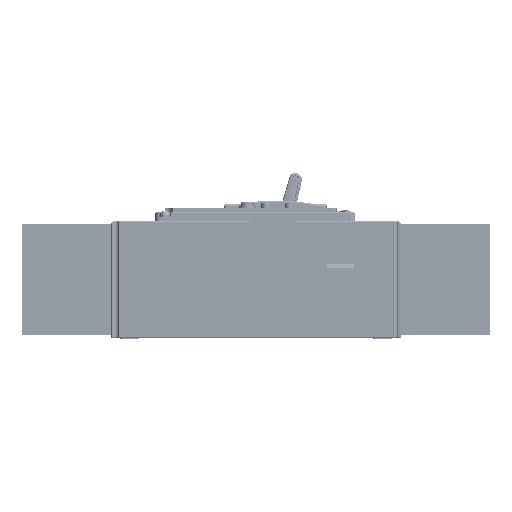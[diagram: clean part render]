
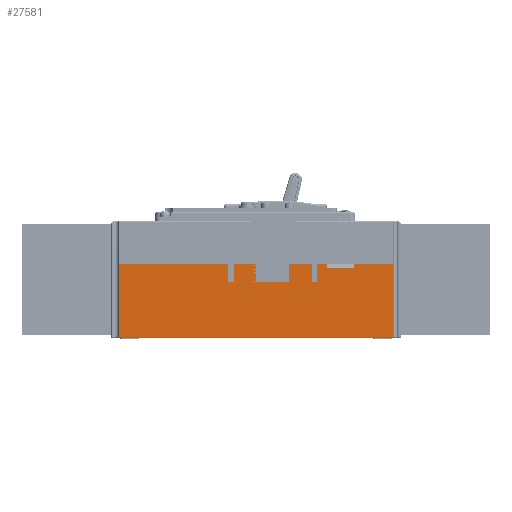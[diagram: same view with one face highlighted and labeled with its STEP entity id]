
A CAD part, left-side view. The second image highlights one B-rep face of the part: STEP entity #27581.
In plain terms, the highlighted planar face has unit normal (-1, 0, 0).
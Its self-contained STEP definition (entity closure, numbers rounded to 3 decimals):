
#1002=DIRECTION('',(0.,1.,0.));
#1003=VECTOR('',#1002,20.564);
#1004=CARTESIAN_POINT('',(-39.,121.936,40.));
#1005=LINE('',#1004,#1003);
#1010=DIRECTION('',(0.,1.,0.));
#1011=VECTOR('',#1010,5.);
#1012=CARTESIAN_POINT('',(-39.,157.5,40.));
#1013=LINE('',#1012,#1011);
#1026=DIRECTION('',(0.,1.,0.));
#1027=VECTOR('',#1026,12.);
#1028=CARTESIAN_POINT('',(-39.,165.5,40.));
#1029=LINE('',#1028,#1027);
#1042=DIRECTION('',(0.,1.,0.));
#1043=VECTOR('',#1042,12.);
#1044=CARTESIAN_POINT('',(-39.,195.5,40.));
#1045=LINE('',#1044,#1043);
#1058=DIRECTION('',(0.,1.,0.));
#1059=VECTOR('',#1058,58.564);
#1060=CARTESIAN_POINT('',(-39.,210.5,40.));
#1061=LINE('',#1060,#1059);
#5965=DIRECTION('',(0.,-1.,0.));
#5966=VECTOR('',#5965,106.064);
#5967=CARTESIAN_POINT('',(-39.,228.,0.5));
#5968=LINE('',#5967,#5966);
#5977=DIRECTION('',(0.,-1.,0.));
#5978=VECTOR('',#5977,41.064);
#5979=CARTESIAN_POINT('',(-39.,269.064,0.5));
#5980=LINE('',#5979,#5978);
#5981=DIRECTION('',(0.,0.,-1.));
#5982=VECTOR('',#5981,10.);
#5983=CARTESIAN_POINT('',(-39.,210.5,40.));
#5984=LINE('',#5983,#5982);
#5985=DIRECTION('',(0.,-1.,0.));
#5986=VECTOR('',#5985,3.);
#5987=CARTESIAN_POINT('',(-39.,210.5,30.));
#5988=LINE('',#5987,#5986);
#5989=DIRECTION('',(0.,0.,1.));
#5990=VECTOR('',#5989,10.);
#5991=CARTESIAN_POINT('',(-39.,207.5,30.));
#5992=LINE('',#5991,#5990);
#5993=DIRECTION('',(0.,0.,-1.));
#5994=VECTOR('',#5993,10.);
#5995=CARTESIAN_POINT('',(-39.,195.5,40.));
#5996=LINE('',#5995,#5994);
#5997=DIRECTION('',(0.,-1.,0.));
#5998=VECTOR('',#5997,18.);
#5999=CARTESIAN_POINT('',(-39.,195.5,30.));
#6000=LINE('',#5999,#5998);
#6001=DIRECTION('',(0.,0.,1.));
#6002=VECTOR('',#6001,10.);
#6003=CARTESIAN_POINT('',(-39.,177.5,30.));
#6004=LINE('',#6003,#6002);
#6005=DIRECTION('',(0.,0.,-1.));
#6006=VECTOR('',#6005,10.);
#6007=CARTESIAN_POINT('',(-39.,165.5,40.));
#6008=LINE('',#6007,#6006);
#6009=DIRECTION('',(0.,-1.,0.));
#6010=VECTOR('',#6009,3.);
#6011=CARTESIAN_POINT('',(-39.,165.5,30.));
#6012=LINE('',#6011,#6010);
#6013=DIRECTION('',(0.,0.,1.));
#6014=VECTOR('',#6013,10.);
#6015=CARTESIAN_POINT('',(-39.,162.5,30.));
#6016=LINE('',#6015,#6014);
#6017=DIRECTION('',(0.,0.,-1.));
#6018=VECTOR('',#6017,2.5);
#6019=CARTESIAN_POINT('',(-39.,157.5,40.));
#6020=LINE('',#6019,#6018);
#6021=DIRECTION('',(0.,-1.,0.));
#6022=VECTOR('',#6021,15.);
#6023=CARTESIAN_POINT('',(-39.,157.5,37.5));
#6024=LINE('',#6023,#6022);
#6025=DIRECTION('',(0.,0.,-1.));
#6026=VECTOR('',#6025,2.5);
#6027=CARTESIAN_POINT('',(-39.,142.5,40.));
#6028=LINE('',#6027,#6026);
#6045=DIRECTION('',(0.,0.,1.));
#6046=VECTOR('',#6045,39.5);
#6047=CARTESIAN_POINT('',(-39.,121.936,
0.5));
#6048=LINE('',#6047,#6046);
#7637=DIRECTION('',(0.,0.,-1.));
#7638=VECTOR('',#7637,39.5);
#7639=CARTESIAN_POINT('',(-39.,269.064,40.));
#7640=LINE('',#7639,#7638);
#15871=CARTESIAN_POINT('',(-39.,121.936,40.));
#15872=VERTEX_POINT('',#15871);
#15873=CARTESIAN_POINT('',(-39.,142.5,40.));
#15874=VERTEX_POINT('',#15873);
#15879=CARTESIAN_POINT('',(-39.,157.5,40.));
#15880=VERTEX_POINT('',#15879);
#15881=CARTESIAN_POINT('',(-39.,162.5,40.));
#15882=VERTEX_POINT('',#15881);
#15887=CARTESIAN_POINT('',(-39.,165.5,40.));
#15888=VERTEX_POINT('',#15887);
#15889=CARTESIAN_POINT('',(-39.,177.5,40.));
#15890=VERTEX_POINT('',#15889);
#15895=CARTESIAN_POINT('',(-39.,195.5,40.));
#15896=VERTEX_POINT('',#15895);
#15897=CARTESIAN_POINT('',(-39.,207.5,40.));
#15898=VERTEX_POINT('',#15897);
#15903=CARTESIAN_POINT('',(-39.,210.5,40.));
#15904=VERTEX_POINT('',#15903);
#15905=CARTESIAN_POINT('',(-39.,269.064,40.));
#15906=VERTEX_POINT('',#15905);
#16950=CARTESIAN_POINT('',(-39.,269.064,0.5));
#16951=VERTEX_POINT('',#16950);
#16952=CARTESIAN_POINT('',(-39.,142.5,37.5));
#16953=VERTEX_POINT('',#16952);
#16954=CARTESIAN_POINT('',(-39.,121.936,
0.5));
#16955=VERTEX_POINT('',#16954);
#16956=CARTESIAN_POINT('',(-39.,228.,0.5));
#16957=VERTEX_POINT('',#16956);
#16958=CARTESIAN_POINT('',(-39.,210.5,30.));
#16959=VERTEX_POINT('',#16958);
#16960=CARTESIAN_POINT('',(-39.,207.5,30.));
#16961=VERTEX_POINT('',#16960);
#16962=CARTESIAN_POINT('',(-39.,195.5,30.));
#16963=VERTEX_POINT('',#16962);
#16964=CARTESIAN_POINT('',(-39.,177.5,30.));
#16965=VERTEX_POINT('',#16964);
#16966=CARTESIAN_POINT('',(-39.,165.5,30.));
#16967=VERTEX_POINT('',#16966);
#16968=CARTESIAN_POINT('',(-39.,162.5,30.));
#16969=VERTEX_POINT('',#16968);
#16970=CARTESIAN_POINT('',(-39.,157.5,37.5));
#16971=VERTEX_POINT('',#16970);
#27539=CARTESIAN_POINT('',(-39.,248.064,0.5));
#27540=DIRECTION('',(-1.,0.,0.));
#27541=DIRECTION('',(0.,1.,0.));
#27542=AXIS2_PLACEMENT_3D('',#27539,#27540,#27541);
#27543=PLANE('',#27542);
#27545=ORIENTED_EDGE('',*,*,#27544,.F.);
#27546=ORIENTED_EDGE('',*,*,#21294,.F.);
#27548=ORIENTED_EDGE('',*,*,#27547,.F.);
#27549=ORIENTED_EDGE('',*,*,#27527,.F.);
#27550=ORIENTED_EDGE('',*,*,#27534,.F.);
#27552=ORIENTED_EDGE('',*,*,#27551,.F.);
#27553=ORIENTED_EDGE('',*,*,#21326,.F.);
#27555=ORIENTED_EDGE('',*,*,#27554,.T.);
#27557=ORIENTED_EDGE('',*,*,#27556,.T.);
#27559=ORIENTED_EDGE('',*,*,#27558,.T.);
#27560=ORIENTED_EDGE('',*,*,#21318,.F.);
#27562=ORIENTED_EDGE('',*,*,#27561,.T.);
#27564=ORIENTED_EDGE('',*,*,#27563,.T.);
#27566=ORIENTED_EDGE('',*,*,#27565,.T.);
#27567=ORIENTED_EDGE('',*,*,#21310,.F.);
#27569=ORIENTED_EDGE('',*,*,#27568,.T.);
#27571=ORIENTED_EDGE('',*,*,#27570,.T.);
#27573=ORIENTED_EDGE('',*,*,#27572,.T.);
#27574=ORIENTED_EDGE('',*,*,#21302,.F.);
#27576=ORIENTED_EDGE('',*,*,#27575,.T.);
#27578=ORIENTED_EDGE('',*,*,#27577,.T.);
#27579=EDGE_LOOP('',(#27545,#27546,#27548,#27549,#27550,#27552,#27553,#27555,
#27557,#27559,#27560,#27562,#27564,#27566,#27567,#27569,#27571,#27573,#27574,
#27576,#27578));
#27580=FACE_OUTER_BOUND('',#27579,.F.);
#27581=ADVANCED_FACE('',(#27580),#27543,.T.);
#21294=EDGE_CURVE('',#15872,#15874,#1005,.T.);
#21302=EDGE_CURVE('',#15880,#15882,#1013,.T.);
#21310=EDGE_CURVE('',#15888,#15890,#1029,.T.);
#21318=EDGE_CURVE('',#15896,#15898,#1045,.T.);
#21326=EDGE_CURVE('',#15904,#15906,#1061,.T.);
#27527=EDGE_CURVE('',#16957,#16955,#5968,.T.);
#27534=EDGE_CURVE('',#16951,#16957,#5980,.T.);
#27544=EDGE_CURVE('',#15874,#16953,#6028,.T.);
#27547=EDGE_CURVE('',#16955,#15872,#6048,.T.);
#27551=EDGE_CURVE('',#15906,#16951,#7640,.T.);
#27554=EDGE_CURVE('',#15904,#16959,#5984,.T.);
#27556=EDGE_CURVE('',#16959,#16961,#5988,.T.);
#27558=EDGE_CURVE('',#16961,#15898,#5992,.T.);
#27561=EDGE_CURVE('',#15896,#16963,#5996,.T.);
#27563=EDGE_CURVE('',#16963,#16965,#6000,.T.);
#27565=EDGE_CURVE('',#16965,#15890,#6004,.T.);
#27568=EDGE_CURVE('',#15888,#16967,#6008,.T.);
#27570=EDGE_CURVE('',#16967,#16969,#6012,.T.);
#27572=EDGE_CURVE('',#16969,#15882,#6016,.T.);
#27575=EDGE_CURVE('',#15880,#16971,#6020,.T.);
#27577=EDGE_CURVE('',#16971,#16953,#6024,.T.);
